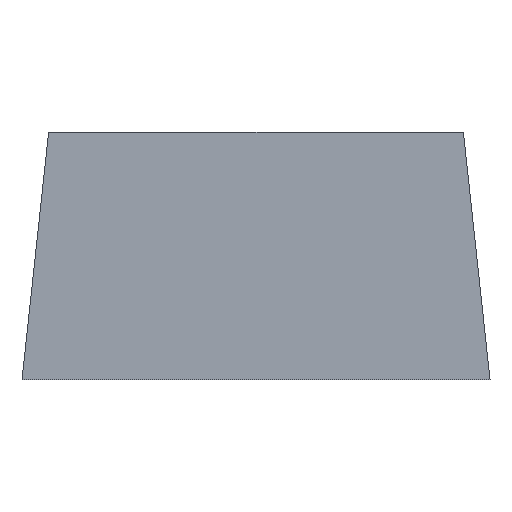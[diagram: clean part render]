
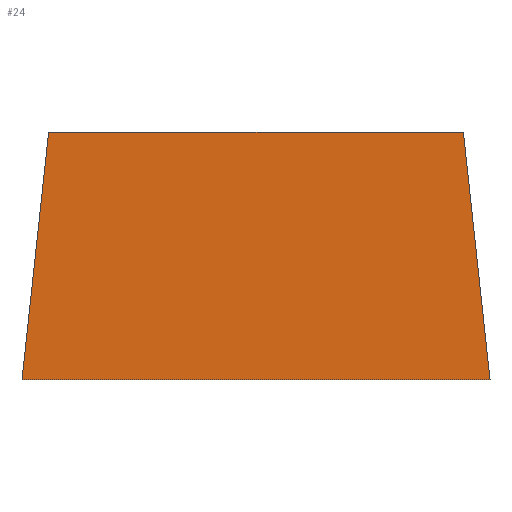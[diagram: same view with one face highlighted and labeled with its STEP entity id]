
A CAD part, front view. The second image highlights one B-rep face of the part: STEP entity #24.
In plain terms, the highlighted planar face has unit normal (0, -1, 0).
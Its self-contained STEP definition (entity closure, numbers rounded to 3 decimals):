
#11 = ORIENTED_EDGE ( 'NONE', *, *, #150, .F. ) ;
#12 = EDGE_CURVE ( 'NONE', #88, #227, #184, .T. ) ;
#18 = DIRECTION ( 'NONE',  ( 1., 0., 0. ) ) ;
#24 = ADVANCED_FACE ( 'NONE', ( #35 ), #38, .T. ) ;
#25 = LINE ( 'NONE', #229, #193 ) ;
#34 = VECTOR ( 'NONE', #172, 1000. ) ;
#35 = FACE_OUTER_BOUND ( 'NONE', #149, .T. ) ;
#37 = CARTESIAN_POINT ( 'NONE',  ( -242.713, 0., 305.853 ) ) ;
#38 = PLANE ( 'NONE',  #156 ) ;
#50 = ORIENTED_EDGE ( 'NONE', *, *, #194, .F. ) ;
#58 = ORIENTED_EDGE ( 'NONE', *, *, #12, .F. ) ;
#64 = DIRECTION ( 'NONE',  ( 0.107, 0., -0.994 ) ) ;
#66 = ORIENTED_EDGE ( 'NONE', *, *, #140, .F. ) ;
#72 = DIRECTION ( 'NONE',  ( 0., -1., 0. ) ) ;
#78 = LINE ( 'NONE', #148, #163 ) ;
#80 = LINE ( 'NONE', #224, #34 ) ;
#88 = VERTEX_POINT ( 'NONE', #37 ) ;
#111 = CARTESIAN_POINT ( 'NONE',  ( 0., 0., 0. ) ) ;
#113 = DIRECTION ( 'NONE',  ( 0.107, 0., 0.994 ) ) ;
#114 = VERTEX_POINT ( 'NONE', #204 ) ;
#131 = CARTESIAN_POINT ( 'NONE',  ( 587.287, 0., -159.147 ) ) ;
#140 = EDGE_CURVE ( 'NONE', #211, #114, #80, .T. ) ;
#148 = CARTESIAN_POINT ( 'NONE',  ( -242.713, 0., 305.853 ) ) ;
#149 = EDGE_LOOP ( 'NONE', ( #11, #66, #50, #58 ) ) ;
#150 = EDGE_CURVE ( 'NONE', #114, #88, #78, .T. ) ;
#156 = AXIS2_PLACEMENT_3D ( 'NONE', #111, #72, #160 ) ;
#160 = DIRECTION ( 'NONE',  ( 0., 0., -1. ) ) ;
#163 = VECTOR ( 'NONE', #113, 1000. ) ;
#172 = DIRECTION ( 'NONE',  ( -1., 0., 0. ) ) ;
#178 = CARTESIAN_POINT ( 'NONE',  ( 537.287, 0., 305.853 ) ) ;
#184 = LINE ( 'NONE', #205, #231 ) ;
#193 = VECTOR ( 'NONE', #64, 1000. ) ;
#194 = EDGE_CURVE ( 'NONE', #227, #211, #25, .T. ) ;
#204 = CARTESIAN_POINT ( 'NONE',  ( -292.713, 0., -159.147 ) ) ;
#205 = CARTESIAN_POINT ( 'NONE',  ( -242.713, 0., 305.853 ) ) ;
#211 = VERTEX_POINT ( 'NONE', #131 ) ;
#224 = CARTESIAN_POINT ( 'NONE',  ( -292.713, 0., -159.147 ) ) ;
#227 = VERTEX_POINT ( 'NONE', #178 ) ;
#229 = CARTESIAN_POINT ( 'NONE',  ( 587.287, 0., -159.147 ) ) ;
#231 = VECTOR ( 'NONE', #18, 1000. ) ;
